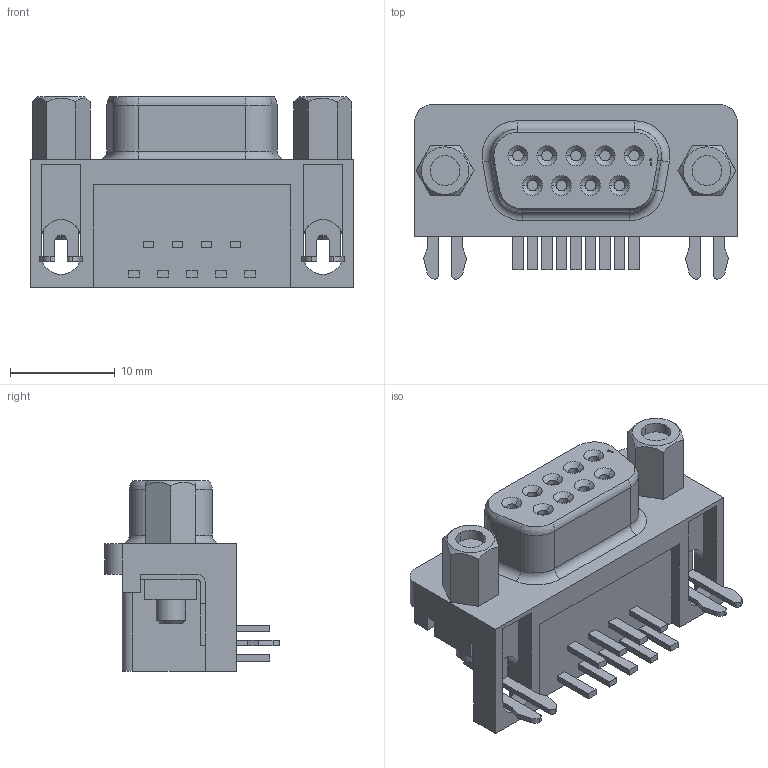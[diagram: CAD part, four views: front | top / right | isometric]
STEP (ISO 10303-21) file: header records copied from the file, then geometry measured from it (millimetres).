
FILE_DESCRIPTION(('STEP AP242'),'1');
FILE_NAME('2311765-1.stp','2022-08-01T01:08:02',('TraceParts'),('TraceParts S.A.'),'Spatial InterOp 3D',' ',' ');
FILE_SCHEMA(('AP242_MANAGED_MODEL_BASED_3D_ENGINEERING_MIM_LF {1 0 10303 442 1 1 4}'));
Length unit declared in the file: millimetre
Products named in the file (1): 2311765-1
Bounding box: 30.81 x 16.65 x 18.2 mm (x, y, z)
Volume: 4170.2 mm3; surface area: 2751.3 mm2
Topology: 1 solids, 1 shells, 269 faces, 683 edges, 442 vertices
Faces by surface type: plane 169, cylinder 66, cone 26, bspline 4, torus 4
Entity records: 8210 total; most frequent: CARTESIAN_POINT 1591, ORIENTED_EDGE 1366, DIRECTION 1365, EDGE_CURVE 683, LINE 493, VECTOR 493, VERTEX_POINT 442, AXIS2_PLACEMENT_3D 436
